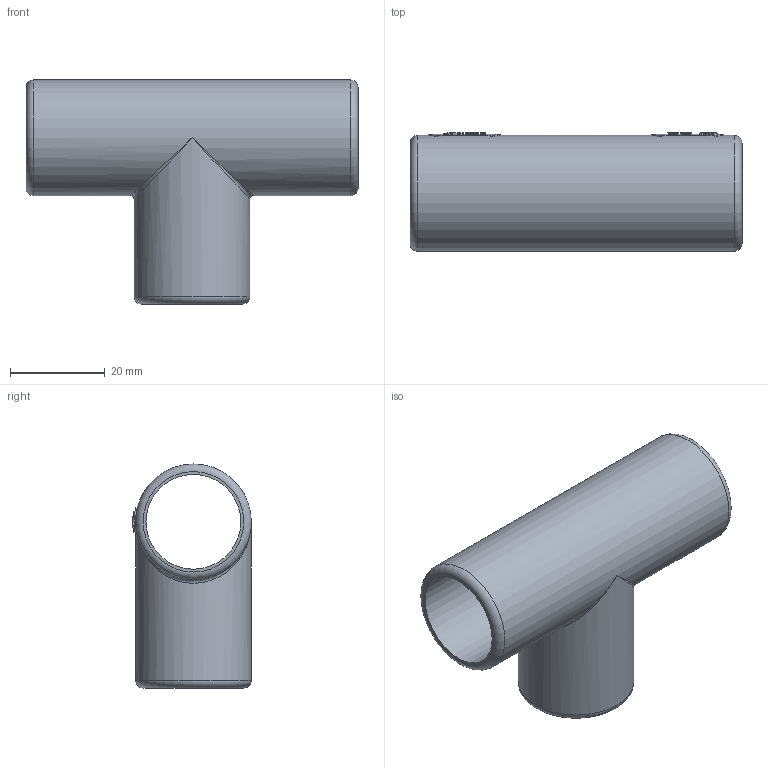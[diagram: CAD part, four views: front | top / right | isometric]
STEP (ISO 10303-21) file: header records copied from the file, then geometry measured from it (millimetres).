
FILE_DESCRIPTION (( 'STEP AP203' ), '1' );
FILE_NAME ('CTA10D-TIG20-K41-005 Òðîéíèê îòêðûâàþùèéñÿ TI20G IEK (5 øò óïàê).STEP', '2016-05-13T12:32:30', ( '' ), ( '' ), 'SwSTEP 2.0', 'SolidWorks 2014', '' );
FILE_SCHEMA (( 'CONFIG_CONTROL_DESIGN' ));
Length unit declared in the file: millimetre
Products named in the file (1): CTA10D-TIG20-K41-005 Òðîéíèê îòêðûâàþùèéñÿ TI20G IEK (5 øò óïàê)
Bounding box: 70 x 25 x 47.25 mm (x, y, z)
Volume: 14694.4 mm3; surface area: 13547.4 mm2
Topology: 1 solids, 1 shells, 107 faces, 273 edges, 178 vertices
Faces by surface type: plane 52, bspline 30, cylinder 22, torus 3
Full cylindrical faces by diameter (mm): 20 x2, 24.4 x2
Entity records: 5064 total; most frequent: CARTESIAN_POINT 2742, ORIENTED_EDGE 514, DIRECTION 355, EDGE_CURVE 257, VERTEX_POINT 174, EDGE_LOOP 131, LINE 125, VECTOR 125
